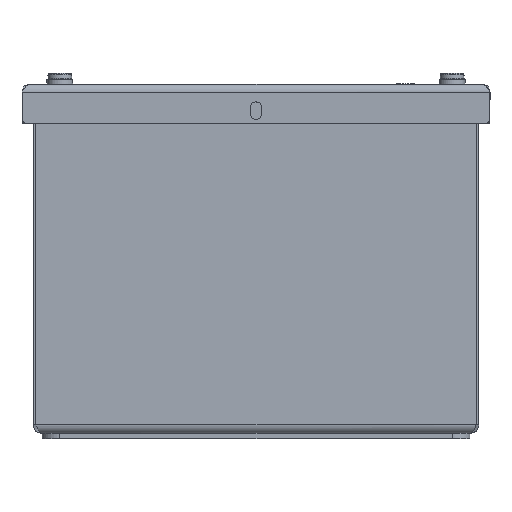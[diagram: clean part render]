
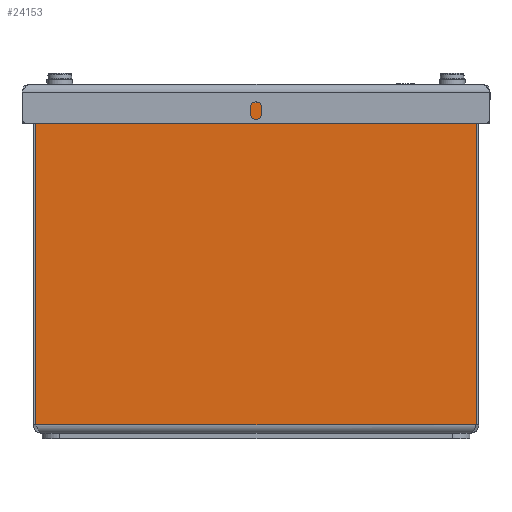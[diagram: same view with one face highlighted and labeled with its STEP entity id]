
A CAD part, left-side view. The second image highlights one B-rep face of the part: STEP entity #24153.
In plain terms, the highlighted planar face has unit normal (-1, 0, 0).
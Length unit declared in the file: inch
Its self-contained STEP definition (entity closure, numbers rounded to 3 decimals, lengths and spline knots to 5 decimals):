
#9 = VECTOR ( 'NONE', #1305, 39.37008 ) ;
#198 = FACE_OUTER_BOUND ( 'NONE', #16263, .T. ) ;
#438 = CARTESIAN_POINT ( 'NONE',  ( 0., 0.037, 0.12 ) ) ;
#968 = DIRECTION ( 'NONE',  ( 0., 1., 0. ) ) ;
#1305 = DIRECTION ( 'NONE',  ( 0., 1., 0. ) ) ;
#2120 = PLANE ( 'NONE',  #16148 ) ;
#2137 = VECTOR ( 'NONE', #17339, 39.37008 ) ;
#2308 = CARTESIAN_POINT ( 'NONE',  ( 0., 6.213, 4.67 ) ) ;
#2552 = VECTOR ( 'NONE', #968, 39.37008 ) ;
#2686 = ORIENTED_EDGE ( 'NONE', *, *, #10638, .T. ) ;
#2887 = VERTEX_POINT ( 'NONE', #438 ) ;
#3066 = ORIENTED_EDGE ( 'NONE', *, *, #17692, .F. ) ;
#3076 = VECTOR ( 'NONE', #12079, 39.37008 ) ;
#3241 = LINE ( 'NONE', #14930, #9 ) ;
#3450 = EDGE_CURVE ( 'NONE', #23509, #16744, #22315, .T. ) ;
#3977 = EDGE_CURVE ( 'NONE', #4083, #17214, #5816, .T. ) ;
#4083 = VERTEX_POINT ( 'NONE', #9801 ) ;
#4181 = CIRCLE ( 'NONE', #20592, 0.01 ) ;
#4184 = DIRECTION ( 'NONE',  ( -1., 0., 0. ) ) ;
#4712 = CARTESIAN_POINT ( 'NONE',  ( 0., 6.25, 4.68 ) ) ;
#5144 = CARTESIAN_POINT ( 'NONE',  ( 0., 6.203, 4.67 ) ) ;
#5394 = DIRECTION ( 'NONE',  ( 1., 0., 0. ) ) ;
#5457 = CARTESIAN_POINT ( 'NONE',  ( 0., 5.46875, 4.68 ) ) ;
#5816 = CIRCLE ( 'NONE', #21412, 0.01 ) ;
#6450 = ORIENTED_EDGE ( 'NONE', *, *, #18636, .T. ) ;
#6568 = VERTEX_POINT ( 'NONE', #17029 ) ;
#6675 = LINE ( 'NONE', #20047, #3076 ) ;
#6761 = ORIENTED_EDGE ( 'NONE', *, *, #13937, .T. ) ;
#7642 = VERTEX_POINT ( 'NONE', #11347 ) ;
#7850 = ORIENTED_EDGE ( 'NONE', *, *, #18313, .T. ) ;
#8018 = LINE ( 'NONE', #15835, #16183 ) ;
#8259 = DIRECTION ( 'NONE',  ( 0., 0., -1. ) ) ;
#8299 = CARTESIAN_POINT ( 'NONE',  ( 0., 6.25, 0. ) ) ;
#8593 = VERTEX_POINT ( 'NONE', #14211 ) ;
#8689 = CARTESIAN_POINT ( 'NONE',  ( 0., 5.46875, 0. ) ) ;
#9130 = DIRECTION ( 'NONE',  ( 0., 0., -1. ) ) ;
#9705 = ORIENTED_EDGE ( 'NONE', *, *, #3977, .F. ) ;
#9801 = CARTESIAN_POINT ( 'NONE',  ( 0., 0.047, 4.68 ) ) ;
#10638 = EDGE_CURVE ( 'NONE', #4083, #8593, #12284, .T. ) ;
#11201 = VECTOR ( 'NONE', #24145, 39.37008 ) ;
#11347 = CARTESIAN_POINT ( 'NONE',  ( 0., 6.213, 0.12 ) ) ;
#11755 = VERTEX_POINT ( 'NONE', #19516 ) ;
#11996 = DIRECTION ( 'NONE',  ( 1., 0., 0. ) ) ;
#12079 = DIRECTION ( 'NONE',  ( 0., 0., -1. ) ) ;
#12284 = LINE ( 'NONE', #4712, #2552 ) ;
#13619 = DIRECTION ( 'NONE',  ( 0., 1., 0. ) ) ;
#13937 = EDGE_CURVE ( 'NONE', #16744, #11755, #3241, .T. ) ;
#14211 = CARTESIAN_POINT ( 'NONE',  ( 0., 0.78125, 4.68 ) ) ;
#14294 = CARTESIAN_POINT ( 'NONE',  ( 0., 0.047, 4.67 ) ) ;
#14431 = ORIENTED_EDGE ( 'NONE', *, *, #21646, .F. ) ;
#14622 = LINE ( 'NONE', #18743, #11201 ) ;
#14930 = CARTESIAN_POINT ( 'NONE',  ( 0., 6.25, 4.68 ) ) ;
#15407 = CARTESIAN_POINT ( 'NONE',  ( 0., 0.037, 0. ) ) ;
#15552 = VECTOR ( 'NONE', #16385, 39.37008 ) ;
#15835 = CARTESIAN_POINT ( 'NONE',  ( 0., 6.213, 0. ) ) ;
#16040 = ORIENTED_EDGE ( 'NONE', *, *, #22845, .T. ) ;
#16148 = AXIS2_PLACEMENT_3D ( 'NONE', #8299, #4184, #17934 ) ;
#16183 = VECTOR ( 'NONE', #8259, 39.37008 ) ;
#16263 = EDGE_LOOP ( 'NONE', ( #6761, #14431, #7850, #3066, #25091, #9705, #2686, #6450, #16040, #17695 ) ) ;
#16350 = DIRECTION ( 'NONE',  ( 0., 0., 1. ) ) ;
#16385 = DIRECTION ( 'NONE',  ( 0., 0., 1. ) ) ;
#16744 = VERTEX_POINT ( 'NONE', #5457 ) ;
#16747 = CARTESIAN_POINT ( 'NONE',  ( 0., 5.46875, 4.638 ) ) ;
#17029 = CARTESIAN_POINT ( 'NONE',  ( 0., 0.78125, 4.638 ) ) ;
#17214 = VERTEX_POINT ( 'NONE', #20976 ) ;
#17339 = DIRECTION ( 'NONE',  ( 0., 0., 1. ) ) ;
#17612 = LINE ( 'NONE', #21092, #20691 ) ;
#17692 = EDGE_CURVE ( 'NONE', #2887, #7642, #17612, .T. ) ;
#17695 = ORIENTED_EDGE ( 'NONE', *, *, #3450, .T. ) ;
#17934 = DIRECTION ( 'NONE',  ( 0., 0., 1. ) ) ;
#18313 = EDGE_CURVE ( 'NONE', #25084, #7642, #8018, .T. ) ;
#18636 = EDGE_CURVE ( 'NONE', #8593, #6568, #6675, .T. ) ;
#18743 = CARTESIAN_POINT ( 'NONE',  ( 0., 6.25, 4.638 ) ) ;
#19516 = CARTESIAN_POINT ( 'NONE',  ( 0., 6.203, 4.68 ) ) ;
#20047 = CARTESIAN_POINT ( 'NONE',  ( 0., 0.78125, 0. ) ) ;
#20592 = AXIS2_PLACEMENT_3D ( 'NONE', #5144, #5394, #9130 ) ;
#20691 = VECTOR ( 'NONE', #13619, 39.37008 ) ;
#20976 = CARTESIAN_POINT ( 'NONE',  ( 0., 0.037, 4.67 ) ) ;
#21092 = CARTESIAN_POINT ( 'NONE',  ( 0., 6.25, 0.12 ) ) ;
#21412 = AXIS2_PLACEMENT_3D ( 'NONE', #14294, #11996, #16350 ) ;
#21637 = EDGE_CURVE ( 'NONE', #2887, #17214, #24674, .T. ) ;
#21646 = EDGE_CURVE ( 'NONE', #25084, #11755, #4181, .T. ) ;
#22315 = LINE ( 'NONE', #8689, #15552 ) ;
#22845 = EDGE_CURVE ( 'NONE', #6568, #23509, #14622, .T. ) ;
#23509 = VERTEX_POINT ( 'NONE', #16747 ) ;
#24145 = DIRECTION ( 'NONE',  ( 0., 1., 0. ) ) ;
#24153 = ADVANCED_FACE ( 'NONE', ( #198 ), #2120, .T. ) ;
#24674 = LINE ( 'NONE', #15407, #2137 ) ;
#25084 = VERTEX_POINT ( 'NONE', #2308 ) ;
#25091 = ORIENTED_EDGE ( 'NONE', *, *, #21637, .T. ) ;
